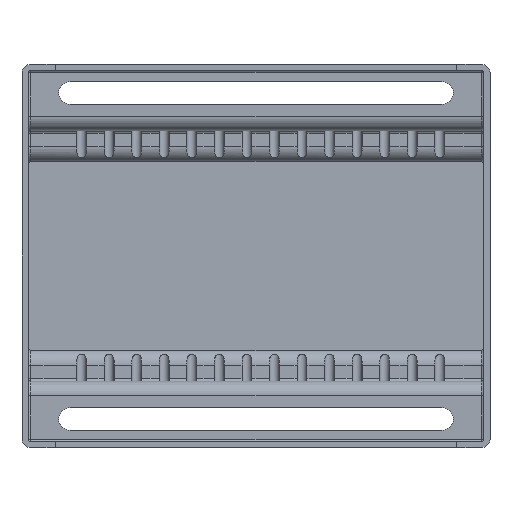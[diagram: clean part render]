
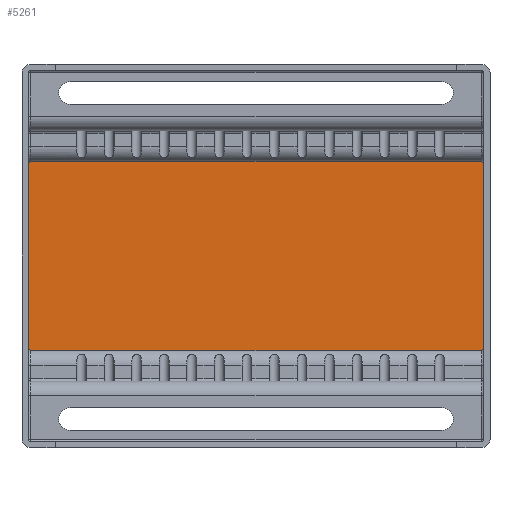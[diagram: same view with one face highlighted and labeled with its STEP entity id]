
A CAD part, front view. The second image highlights one B-rep face of the part: STEP entity #5261.
In plain terms, the highlighted planar face has unit normal (0, -1, 0).
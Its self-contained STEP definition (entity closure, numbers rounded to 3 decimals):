
#161 = CARTESIAN_POINT ( 'NONE',  ( 52.1, 43.16, 21. ) ) ;
#183 = DIRECTION ( 'NONE',  ( 0., 0., 1. ) ) ;
#219 = PLANE ( 'NONE',  #4265 ) ;
#476 = AXIS2_PLACEMENT_3D ( 'NONE', #1808, #6462, #10945 ) ;
#511 = ORIENTED_EDGE ( 'NONE', *, *, #6329, .T. ) ;
#697 = DIRECTION ( 'NONE',  ( 0., 0., 1. ) ) ;
#967 = DIRECTION ( 'NONE',  ( 0., 0., -1. ) ) ;
#1203 = CARTESIAN_POINT ( 'NONE',  ( -51.5, 43.16, 21. ) ) ;
#1224 = CIRCLE ( 'NONE', #9976, 0.6 ) ;
#1337 = VERTEX_POINT ( 'NONE', #8763 ) ;
#1433 = CARTESIAN_POINT ( 'NONE',  ( 53.5, 43.16, 21.6 ) ) ;
#1808 = CARTESIAN_POINT ( 'NONE',  ( 51.5, 43.16, 21. ) ) ;
#2336 = VECTOR ( 'NONE', #6138, 1000. ) ;
#2722 = VECTOR ( 'NONE', #967, 1000. ) ;
#2777 = CARTESIAN_POINT ( 'NONE',  ( -52.1, 43.16, 0. ) ) ;
#2785 = AXIS2_PLACEMENT_3D ( 'NONE', #1203, #7568, #11268 ) ;
#2814 = EDGE_CURVE ( 'NONE', #7726, #8801, #4132, .T. ) ;
#2883 = ORIENTED_EDGE ( 'NONE', *, *, #8273, .F. ) ;
#2962 = ORIENTED_EDGE ( 'NONE', *, *, #4525, .F. ) ;
#3063 = VERTEX_POINT ( 'NONE', #161 ) ;
#3213 = CARTESIAN_POINT ( 'NONE',  ( 52.1, 43.16, 0. ) ) ;
#3352 = ORIENTED_EDGE ( 'NONE', *, *, #9226, .T. ) ;
#3464 = CARTESIAN_POINT ( 'NONE',  ( -51.5, 43.16, -21. ) ) ;
#3465 = ORIENTED_EDGE ( 'NONE', *, *, #7766, .T. ) ;
#3770 = ORIENTED_EDGE ( 'NONE', *, *, #2814, .T. ) ;
#3775 = CIRCLE ( 'NONE', #2785, 0.6 ) ;
#4039 = DIRECTION ( 'NONE',  ( 0., -1., 0. ) ) ;
#4132 = LINE ( 'NONE', #2777, #2722 ) ;
#4201 = CARTESIAN_POINT ( 'NONE',  ( 51.5, 43.16, -21. ) ) ;
#4265 = AXIS2_PLACEMENT_3D ( 'NONE', #9259, #5770, #183 ) ;
#4330 = CIRCLE ( 'NONE', #476, 0.6 ) ;
#4513 = ORIENTED_EDGE ( 'NONE', *, *, #9503, .F. ) ;
#4525 = EDGE_CURVE ( 'NONE', #5279, #10352, #4793, .T. ) ;
#4588 = DIRECTION ( 'NONE',  ( -1., 0., 0. ) ) ;
#4780 = LINE ( 'NONE', #3213, #11441 ) ;
#4793 = LINE ( 'NONE', #6389, #8922 ) ;
#4795 = VERTEX_POINT ( 'NONE', #6099 ) ;
#4972 = CARTESIAN_POINT ( 'NONE',  ( 51.5, 43.16, -21.6 ) ) ;
#5034 = DIRECTION ( 'NONE',  ( 0., 0., -1. ) ) ;
#5261 = ADVANCED_FACE ( 'NONE', ( #8754 ), #219, .F. ) ;
#5262 = CIRCLE ( 'NONE', #11243, 0.6 ) ;
#5279 = VERTEX_POINT ( 'NONE', #4972 ) ;
#5770 = DIRECTION ( 'NONE',  ( 0., 1., 0. ) ) ;
#6099 = CARTESIAN_POINT ( 'NONE',  ( 52.1, 43.16, -21. ) ) ;
#6138 = DIRECTION ( 'NONE',  ( 1., 0., 0. ) ) ;
#6329 = EDGE_CURVE ( 'NONE', #8801, #10352, #5262, .T. ) ;
#6389 = CARTESIAN_POINT ( 'NONE',  ( 53.5, 43.16, -21.6 ) ) ;
#6462 = DIRECTION ( 'NONE',  ( 0., -1., 0. ) ) ;
#6475 = CARTESIAN_POINT ( 'NONE',  ( -51.5, 43.16, -21.6 ) ) ;
#6788 = CARTESIAN_POINT ( 'NONE',  ( -52.1, 43.16, -21. ) ) ;
#7451 = LINE ( 'NONE', #1433, #2336 ) ;
#7527 = ORIENTED_EDGE ( 'NONE', *, *, #8839, .T. ) ;
#7568 = DIRECTION ( 'NONE',  ( 0., -1., 0. ) ) ;
#7726 = VERTEX_POINT ( 'NONE', #9398 ) ;
#7766 = EDGE_CURVE ( 'NONE', #5279, #4795, #1224, .T. ) ;
#8273 = EDGE_CURVE ( 'NONE', #3063, #4795, #4780, .T. ) ;
#8754 = FACE_OUTER_BOUND ( 'NONE', #9614, .T. ) ;
#8763 = CARTESIAN_POINT ( 'NONE',  ( -51.5, 43.16, 21.6 ) ) ;
#8801 = VERTEX_POINT ( 'NONE', #6788 ) ;
#8839 = EDGE_CURVE ( 'NONE', #1337, #7726, #3775, .T. ) ;
#8922 = VECTOR ( 'NONE', #4588, 1000. ) ;
#9213 = VERTEX_POINT ( 'NONE', #10092 ) ;
#9226 = EDGE_CURVE ( 'NONE', #3063, #9213, #4330, .T. ) ;
#9259 = CARTESIAN_POINT ( 'NONE',  ( 97.024, 43.16, 21.6 ) ) ;
#9398 = CARTESIAN_POINT ( 'NONE',  ( -52.1, 43.16, 21. ) ) ;
#9503 = EDGE_CURVE ( 'NONE', #1337, #9213, #7451, .T. ) ;
#9614 = EDGE_LOOP ( 'NONE', ( #3352, #4513, #7527, #3770, #511, #2962, #3465, #2883 ) ) ;
#9976 = AXIS2_PLACEMENT_3D ( 'NONE', #4201, #4039, #11315 ) ;
#10092 = CARTESIAN_POINT ( 'NONE',  ( 51.5, 43.16, 21.6 ) ) ;
#10352 = VERTEX_POINT ( 'NONE', #6475 ) ;
#10694 = DIRECTION ( 'NONE',  ( 0., -1., 0. ) ) ;
#10945 = DIRECTION ( 'NONE',  ( 0., 0., 1. ) ) ;
#11243 = AXIS2_PLACEMENT_3D ( 'NONE', #3464, #10694, #697 ) ;
#11268 = DIRECTION ( 'NONE',  ( 0., 0., 1. ) ) ;
#11315 = DIRECTION ( 'NONE',  ( 0., 0., 1. ) ) ;
#11441 = VECTOR ( 'NONE', #5034, 1000. ) ;
